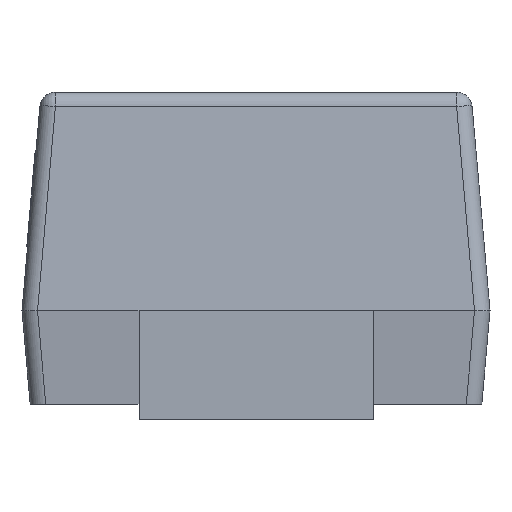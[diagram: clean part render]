
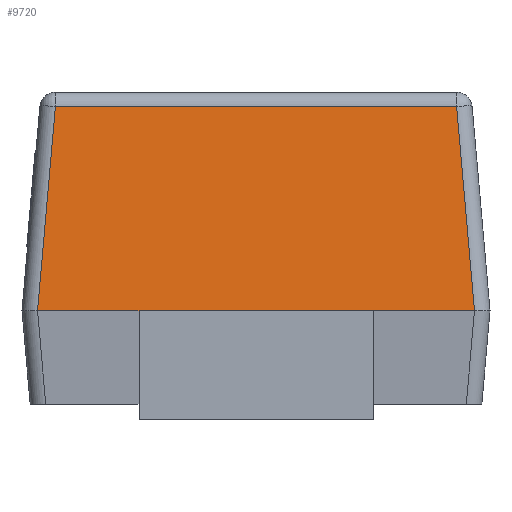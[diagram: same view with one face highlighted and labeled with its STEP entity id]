
A CAD part, left-side view. The second image highlights one B-rep face of the part: STEP entity #9720.
In plain terms, the highlighted planar face has unit normal (-0.996, 0, 0.087).
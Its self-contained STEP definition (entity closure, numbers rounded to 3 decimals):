
#121 = CARTESIAN_POINT ( 'NONE',  ( -0.4, 0.3, 0. ) ) ;
#231 = CARTESIAN_POINT ( 'NONE',  ( -0.377, 0.257, 0.262 ) ) ;
#566 = DIRECTION ( 'NONE',  ( 0., -1., 0. ) ) ;
#860 = EDGE_CURVE ( 'NONE', #7232, #6172, #6325, .T. ) ;
#1120 = DIRECTION ( 'NONE',  ( -0.087, 0.087, -0.992 ) ) ;
#1358 = ORIENTED_EDGE ( 'NONE', *, *, #3969, .T. ) ;
#1502 = VECTOR ( 'NONE', #10693, 1000. ) ;
#1540 = VERTEX_POINT ( 'NONE', #11954 ) ;
#1577 = VECTOR ( 'NONE', #5315, 1000. ) ;
#2217 = CARTESIAN_POINT ( 'NONE',  ( -0.396, -0.276, 0.05 ) ) ;
#2509 = LINE ( 'NONE', #9144, #1577 ) ;
#2541 = CARTESIAN_POINT ( 'NONE',  ( -0.4, -0.15, 0. ) ) ;
#2979 = EDGE_CURVE ( 'NONE', #7168, #1540, #11800, .T. ) ;
#3168 = EDGE_LOOP ( 'NONE', ( #4435, #6105, #4711, #8054, #10544, #1358 ) ) ;
#3310 = EDGE_CURVE ( 'NONE', #6172, #6975, #12000, .T. ) ;
#3969 = EDGE_CURVE ( 'NONE', #6782, #7232, #12143, .T. ) ;
#4410 = VECTOR ( 'NONE', #1120, 1000. ) ;
#4435 = ORIENTED_EDGE ( 'NONE', *, *, #860, .T. ) ;
#4711 = ORIENTED_EDGE ( 'NONE', *, *, #10508, .T. ) ;
#5299 = CARTESIAN_POINT ( 'NONE',  ( -0.4, 0.3, 0. ) ) ;
#5315 = DIRECTION ( 'NONE',  ( 0., -1., 0. ) ) ;
#6105 = ORIENTED_EDGE ( 'NONE', *, *, #3310, .T. ) ;
#6121 = DIRECTION ( 'NONE',  ( -0.996, 0., 0.087 ) ) ;
#6172 = VERTEX_POINT ( 'NONE', #12508 ) ;
#6325 = LINE ( 'NONE', #11265, #7977 ) ;
#6639 = VECTOR ( 'NONE', #12066, 1000. ) ;
#6782 = VERTEX_POINT ( 'NONE', #12535 ) ;
#6975 = VERTEX_POINT ( 'NONE', #9899 ) ;
#7168 = VERTEX_POINT ( 'NONE', #231 ) ;
#7232 = VERTEX_POINT ( 'NONE', #2541 ) ;
#7537 = AXIS2_PLACEMENT_3D ( 'NONE', #121, #6121, #9063 ) ;
#7593 = PLANE ( 'NONE',  #7537 ) ;
#7610 = CARTESIAN_POINT ( 'NONE',  ( -0.377, 0.276, 0.262 ) ) ;
#7830 = EDGE_CURVE ( 'NONE', #1540, #6782, #2509, .T. ) ;
#7844 = VECTOR ( 'NONE', #566, 1000. ) ;
#7977 = VECTOR ( 'NONE', #9381, 1000. ) ;
#8054 = ORIENTED_EDGE ( 'NONE', *, *, #2979, .T. ) ;
#9063 = DIRECTION ( 'NONE',  ( 0.087, 0., 0.996 ) ) ;
#9144 = CARTESIAN_POINT ( 'NONE',  ( -0.4, 0.3, 0. ) ) ;
#9381 = DIRECTION ( 'NONE',  ( 0., -1., 0. ) ) ;
#9581 = FACE_OUTER_BOUND ( 'NONE', #3168, .T. ) ;
#9720 = ADVANCED_FACE ( 'NONE', ( #9581 ), #7593, .T. ) ;
#9869 = CARTESIAN_POINT ( 'NONE',  ( -0.4, 0.28, -0.002 ) ) ;
#9899 = CARTESIAN_POINT ( 'NONE',  ( -0.377, -0.257, 0.262 ) ) ;
#10508 = EDGE_CURVE ( 'NONE', #6975, #7168, #10632, .T. ) ;
#10544 = ORIENTED_EDGE ( 'NONE', *, *, #7830, .T. ) ;
#10632 = LINE ( 'NONE', #7610, #1502 ) ;
#10693 = DIRECTION ( 'NONE',  ( 0., 1., 0. ) ) ;
#11265 = CARTESIAN_POINT ( 'NONE',  ( -0.4, 0.3, 0. ) ) ;
#11800 = LINE ( 'NONE', #9869, #4410 ) ;
#11954 = CARTESIAN_POINT ( 'NONE',  ( -0.4, 0.28, 0. ) ) ;
#12000 = LINE ( 'NONE', #2217, #6639 ) ;
#12066 = DIRECTION ( 'NONE',  ( 0.087, 0.087, 0.992 ) ) ;
#12143 = LINE ( 'NONE', #5299, #7844 ) ;
#12508 = CARTESIAN_POINT ( 'NONE',  ( -0.4, -0.28, 0. ) ) ;
#12535 = CARTESIAN_POINT ( 'NONE',  ( -0.4, 0.15, 0. ) ) ;
